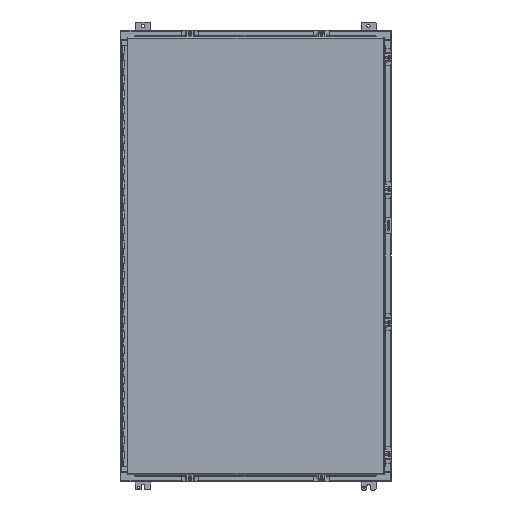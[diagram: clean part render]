
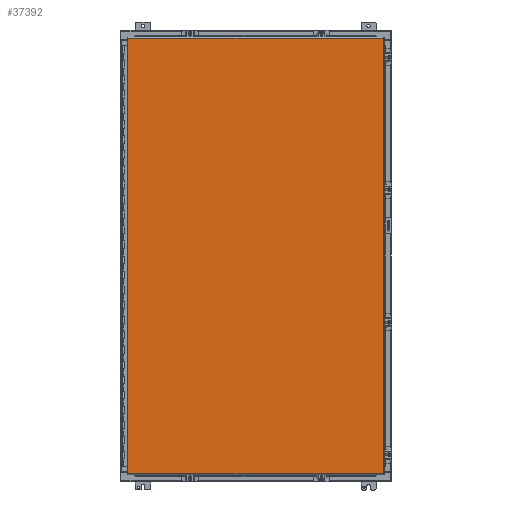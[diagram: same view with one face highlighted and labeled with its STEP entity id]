
A CAD part, front view. The second image highlights one B-rep face of the part: STEP entity #37392.
In plain terms, the highlighted planar face has unit normal (0, -1, 0).
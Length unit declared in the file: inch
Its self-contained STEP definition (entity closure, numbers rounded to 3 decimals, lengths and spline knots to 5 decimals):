
#489 = LINE ( 'NONE', #36228, #49591 ) ;
#924 = CARTESIAN_POINT ( 'NONE',  ( 16.955, -17.21, -28.9945 ) ) ;
#2399 = PLANE ( 'NONE',  #19761 ) ;
#2866 = DIRECTION ( 'NONE',  ( -1., 0., 0. ) ) ;
#4264 = VECTOR ( 'NONE', #15184, 39.37008 ) ;
#8527 = VERTEX_POINT ( 'NONE', #40308 ) ;
#11555 = ORIENTED_EDGE ( 'NONE', *, *, #12362, .F. ) ;
#12362 = EDGE_CURVE ( 'NONE', #55067, #36192, #24960, .T. ) ;
#12464 = EDGE_CURVE ( 'NONE', #36192, #8527, #22315, .T. ) ;
#13083 = EDGE_LOOP ( 'NONE', ( #22638, #21746, #39862, #11555 ) ) ;
#15184 = DIRECTION ( 'NONE',  ( 1., 0., 0. ) ) ;
#15754 = LINE ( 'NONE', #51194, #4264 ) ;
#19761 = AXIS2_PLACEMENT_3D ( 'NONE', #55018, #20409, #37863 ) ;
#20409 = DIRECTION ( 'NONE',  ( 0., -1., 0. ) ) ;
#21746 = ORIENTED_EDGE ( 'NONE', *, *, #40658, .F. ) ;
#22315 = LINE ( 'NONE', #40021, #51598 ) ;
#22638 = ORIENTED_EDGE ( 'NONE', *, *, #56536, .F. ) ;
#22864 = VERTEX_POINT ( 'NONE', #49589 ) ;
#24485 = FACE_OUTER_BOUND ( 'NONE', #13083, .T. ) ;
#24960 = LINE ( 'NONE', #42650, #53474 ) ;
#36192 = VERTEX_POINT ( 'NONE', #45105 ) ;
#36228 = CARTESIAN_POINT ( 'NONE',  ( 16.955, -17.21, 28.9945 ) ) ;
#37392 = ADVANCED_FACE ( 'NONE', ( #24485 ), #2399, .T. ) ;
#37863 = DIRECTION ( 'NONE',  ( 0., 0., -1. ) ) ;
#39862 = ORIENTED_EDGE ( 'NONE', *, *, #12464, .F. ) ;
#40021 = CARTESIAN_POINT ( 'NONE',  ( -17.017, -17.21, -28.9945 ) ) ;
#40308 = CARTESIAN_POINT ( 'NONE',  ( -17.017, -17.21, 28.9945 ) ) ;
#40658 = EDGE_CURVE ( 'NONE', #8527, #22864, #15754, .T. ) ;
#42650 = CARTESIAN_POINT ( 'NONE',  ( 16.955, -17.21, -28.9945 ) ) ;
#44640 = DIRECTION ( 'NONE',  ( 0., 0., -1. ) ) ;
#45105 = CARTESIAN_POINT ( 'NONE',  ( -17.017, -17.21, -28.9945 ) ) ;
#49589 = CARTESIAN_POINT ( 'NONE',  ( 16.955, -17.21, 28.9945 ) ) ;
#49591 = VECTOR ( 'NONE', #44640, 39.37008 ) ;
#51194 = CARTESIAN_POINT ( 'NONE',  ( -17.017, -17.21, 28.9945 ) ) ;
#51598 = VECTOR ( 'NONE', #53381, 39.37008 ) ;
#53381 = DIRECTION ( 'NONE',  ( 0., 0., 1. ) ) ;
#53474 = VECTOR ( 'NONE', #2866, 39.37008 ) ;
#55018 = CARTESIAN_POINT ( 'NONE',  ( -17.017, -17.21, -28.9945 ) ) ;
#55067 = VERTEX_POINT ( 'NONE', #924 ) ;
#56536 = EDGE_CURVE ( 'NONE', #22864, #55067, #489, .T. ) ;
